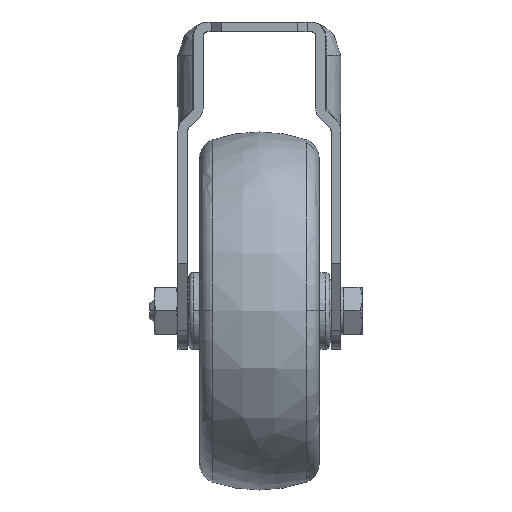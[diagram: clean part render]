
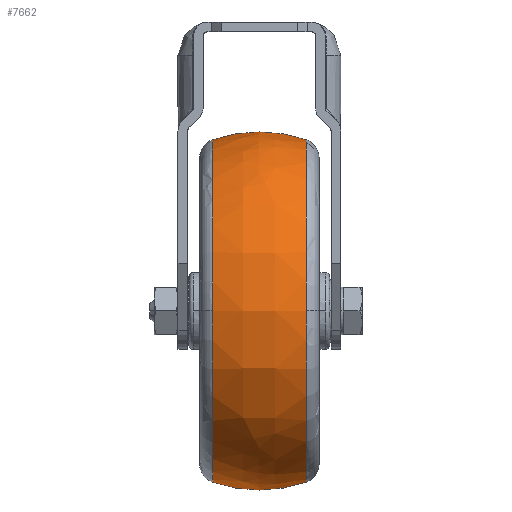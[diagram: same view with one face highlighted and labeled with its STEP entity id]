
A CAD part, top view. The second image highlights one B-rep face of the part: STEP entity #7662.
In plain terms, the highlighted free-form (B-spline) face has degree [3, 3] with [4, 4] control points.
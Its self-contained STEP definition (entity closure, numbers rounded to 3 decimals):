
#1602 = CARTESIAN_POINT ( 'NONE',  ( -9.808, -60.5, 35.852 ) ) ;
#1603 = DIRECTION ( 'NONE',  ( 0., -1., 0. ) ) ;
#1604 = DIRECTION ( 'NONE',  ( 1., 0., 0. ) ) ;
#1605 = CARTESIAN_POINT ( 'NONE',  ( -9.808, -60.5, 0. ) ) ;
#1606 = AXIS2_PLACEMENT_3D ( 'NONE', #1605, #1604, #1603 ) ;
#1607 = CIRCLE ( 'NONE', #1606, 35.852 ) ;
#1615 = CARTESIAN_POINT ( 'NONE',  ( 9.808, -96.352, 0. ) ) ;
#1621 = CARTESIAN_POINT ( 'NONE',  ( 9.808, -24.648, 0. ) ) ;
#1622 = DIRECTION ( 'NONE',  ( 0., 1., 0. ) ) ;
#1623 = DIRECTION ( 'NONE',  ( 0., 0., -1. ) ) ;
#1624 = CARTESIAN_POINT ( 'NONE',  ( 0., -53., 0. ) ) ;
#1625 = AXIS2_PLACEMENT_3D ( 'NONE', #1624, #1623, #1622 ) ;
#1626 = CIRCLE ( 'NONE', #1625, 30. ) ;
#1684 = CARTESIAN_POINT ( 'NONE',  ( -9.808, -96.352, 0. ) ) ;
#1685 = DIRECTION ( 'NONE',  ( 0., -1., 0. ) ) ;
#1686 = DIRECTION ( 'NONE',  ( 0., 0., 1. ) ) ;
#1687 = CARTESIAN_POINT ( 'NONE',  ( 0., -68., 0. ) ) ;
#1688 = AXIS2_PLACEMENT_3D ( 'NONE', #1687, #1686, #1685 ) ;
#1689 = CIRCLE ( 'NONE', #1688, 30. ) ;
#1767 = CARTESIAN_POINT ( 'NONE',  ( -9.808, -24.648, 0. ) ) ;
#3884 = DIRECTION ( 'NONE',  ( 0., -1., 0. ) ) ;
#3885 = DIRECTION ( 'NONE',  ( -1., 0., 0. ) ) ;
#3886 = CARTESIAN_POINT ( 'NONE',  ( 9.808, -60.5, 0. ) ) ;
#3887 = AXIS2_PLACEMENT_3D ( 'NONE', #3886, #3885, #3884 ) ;
#3888 = CIRCLE ( 'NONE', #3887, 35.852 ) ;
#4308 = CARTESIAN_POINT ( 'NONE',  ( 9.808, -60.5, 35.852 ) ) ;
#4403 = DIRECTION ( 'NONE',  ( 0., -1., 0. ) ) ;
#4404 = DIRECTION ( 'NONE',  ( -1., 0., 0. ) ) ;
#4405 = CARTESIAN_POINT ( 'NONE',  ( 9.808, -60.5, 0. ) ) ;
#4406 = AXIS2_PLACEMENT_3D ( 'NONE', #4405, #4404, #4403 ) ;
#4407 = CIRCLE ( 'NONE', #4406, 35.852 ) ;
#4559 = CARTESIAN_POINT ( 'NONE',  ( -3.394, -98.57, 0. ) ) ;
#4560 = CARTESIAN_POINT ( 'NONE',  ( -9.808, -24.648, 0. ) ) ;
#4561 = CARTESIAN_POINT ( 'NONE',  ( -9.808, -24.648, 71.703 ) ) ;
#4569 = CARTESIAN_POINT ( 'NONE',  ( 9.808, -24.648, 0. ) ) ;
#4570 = CARTESIAN_POINT ( 'NONE',  ( 9.808, -24.648, 71.703 ) ) ;
#4571 = CARTESIAN_POINT ( 'NONE',  ( 9.808, -96.352, 71.703 ) ) ;
#4572 = CARTESIAN_POINT ( 'NONE',  ( 9.808, -96.352, 0. ) ) ;
#4629 = CARTESIAN_POINT ( 'NONE',  ( -9.808, -60.5, 0. ) ) ;
#4630 = AXIS2_PLACEMENT_3D ( 'NONE', #4629, #4691, #4690 ) ;
#4631 = CIRCLE ( 'NONE', #4630, 35.852 ) ;
#4632 = FACE_OUTER_BOUND ( 'NONE', #7663, .T. ) ;
#4655 = CARTESIAN_POINT ( 'NONE',  ( 3.394, -22.43, 0. ) ) ;
#4656 = CARTESIAN_POINT ( 'NONE',  ( 3.394, -22.43, 76.141 ) ) ;
#4657 = CARTESIAN_POINT ( 'NONE',  ( 3.394, -98.57, 76.141 ) ) ;
#4660 = CARTESIAN_POINT ( 'NONE',  ( -9.808, -96.352, 71.703 ) ) ;
#4661 = CARTESIAN_POINT ( 'NONE',  ( -9.808, -96.352, 0. ) ) ;
#4690 = DIRECTION ( 'NONE',  ( 0., -1., 0. ) ) ;
#4691 = DIRECTION ( 'NONE',  ( 1., 0., 0. ) ) ;
#4780 = CARTESIAN_POINT ( 'NONE',  ( 3.394, -98.57, 0. ) ) ;
#4781 = CARTESIAN_POINT ( 'NONE',  ( -3.394, -22.43, 0. ) ) ;
#4782 = CARTESIAN_POINT ( 'NONE',  ( -3.394, -22.43, 76.141 ) ) ;
#4783 = CARTESIAN_POINT ( 'NONE',  ( -3.394, -98.57, 76.141 ) ) ;
#4784 =( BOUNDED_SURFACE ( )  B_SPLINE_SURFACE ( 3, 3, ( 
 ( #4661, #4660, #4561, #4560 ),
 ( #4559, #4783, #4782, #4781 ),
 ( #4780, #4657, #4656, #4655 ),
 ( #4572, #4571, #4570, #4569 ) ),
 .UNSPECIFIED., .F., .F., .F. ) 
 B_SPLINE_SURFACE_WITH_KNOTS ( ( 4, 4 ),
 ( 4, 4 ),
 ( 0., 1. ),
 ( 0., 1. ),
 .UNSPECIFIED. ) 
 GEOMETRIC_REPRESENTATION_ITEM ( )  RATIONAL_B_SPLINE_SURFACE ( (
 ( 1., 0.333, 0.333, 1.),
 ( 0.963, 0.321, 0.321, 0.963),
 ( 0.963, 0.321, 0.321, 0.963),
 ( 1., 0.333, 0.333, 1.) ) ) 
 REPRESENTATION_ITEM ( '' )  SURFACE ( )  );
#7056 = EDGE_CURVE ( 'NONE', #7057, #7079, #1607, .T. ) ;
#7057 = VERTEX_POINT ( 'NONE', #1602 ) ;
#7068 = EDGE_CURVE ( 'NONE', #7117, #7069, #1626, .T. ) ;
#7069 = VERTEX_POINT ( 'NONE', #1621 ) ;
#7076 = VERTEX_POINT ( 'NONE', #1615 ) ;
#7078 = EDGE_CURVE ( 'NONE', #7079, #7076, #1689, .T. ) ;
#7079 = VERTEX_POINT ( 'NONE', #1684 ) ;
#7117 = VERTEX_POINT ( 'NONE', #1767 ) ;
#7150 = ORIENTED_EDGE ( 'NONE', *, *, #7068, .F. ) ;
#7151 = ORIENTED_EDGE ( 'NONE', *, *, #7657, .T. ) ;
#7152 = ORIENTED_EDGE ( 'NONE', *, *, #7056, .T. ) ;
#7457 = EDGE_CURVE ( 'NONE', #7634, #7069, #3888, .T. ) ;
#7618 = EDGE_CURVE ( 'NONE', #7076, #7634, #4407, .T. ) ;
#7634 = VERTEX_POINT ( 'NONE', #4308 ) ;
#7657 = EDGE_CURVE ( 'NONE', #7117, #7057, #4631, .T. ) ;
#7662 = ADVANCED_FACE ( 'NONE', ( #4632 ), #4784, .T. ) ;
#7663 = EDGE_LOOP ( 'NONE', ( #7150, #7151, #7152, #7664, #7665, #7666 ) ) ;
#7664 = ORIENTED_EDGE ( 'NONE', *, *, #7078, .T. ) ;
#7665 = ORIENTED_EDGE ( 'NONE', *, *, #7618, .T. ) ;
#7666 = ORIENTED_EDGE ( 'NONE', *, *, #7457, .T. ) ;
